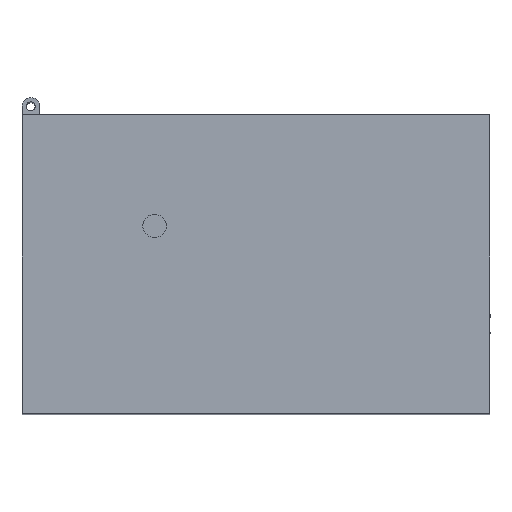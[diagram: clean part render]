
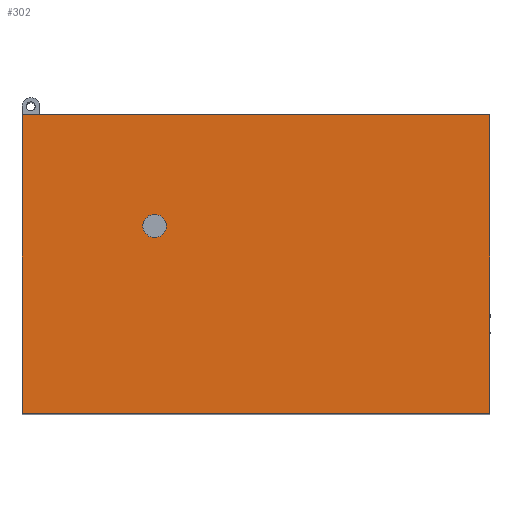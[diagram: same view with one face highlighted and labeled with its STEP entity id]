
A CAD part, top view. The second image highlights one B-rep face of the part: STEP entity #302.
In plain terms, the highlighted planar face has unit normal (0, 0, 1).
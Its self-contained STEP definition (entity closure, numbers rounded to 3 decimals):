
#125 = CARTESIAN_POINT ( 'NONE',  ( -40., 3., 65. ) ) ;
#227 = EDGE_CURVE ( 'NONE', #2756, #4876, #1777, .T. ) ;
#302 = ADVANCED_FACE ( 'NONE', ( #2263, #2207 ), #2699, .F. ) ;
#307 = DIRECTION ( 'NONE',  ( 0., -1., 0. ) ) ;
#506 = EDGE_LOOP ( 'NONE', ( #3251, #5574, #564, #1762 ) ) ;
#525 = LINE ( 'NONE', #2196, #1011 ) ;
#564 = ORIENTED_EDGE ( 'NONE', *, *, #227, .F. ) ;
#880 = DIRECTION ( 'NONE',  ( 1., 0., 0. ) ) ;
#1011 = VECTOR ( 'NONE', #5353, 1000. ) ;
#1393 = DIRECTION ( 'NONE',  ( -1., 0., 0. ) ) ;
#1565 = VERTEX_POINT ( 'NONE', #3628 ) ;
#1620 = DIRECTION ( 'NONE',  ( 0., 0., 1. ) ) ;
#1762 = ORIENTED_EDGE ( 'NONE', *, *, #3476, .T. ) ;
#1777 = LINE ( 'NONE', #4894, #3039 ) ;
#1829 = DIRECTION ( 'NONE',  ( 0., 0., -1. ) ) ;
#1839 = EDGE_CURVE ( 'NONE', #1565, #5717, #525, .T. ) ;
#1865 = EDGE_CURVE ( 'NONE', #3588, #5361, #3235, .T. ) ;
#2015 = EDGE_CURVE ( 'NONE', #4876, #5717, #2518, .T. ) ;
#2081 = CARTESIAN_POINT ( 'NONE',  ( -15.343, 31.998, 65. ) ) ;
#2196 = CARTESIAN_POINT ( 'NONE',  ( -40., 0., 65. ) ) ;
#2207 = FACE_OUTER_BOUND ( 'NONE', #506, .T. ) ;
#2263 = FACE_BOUND ( 'NONE', #4799, .T. ) ;
#2294 = DIRECTION ( 'NONE',  ( 1., 0., 0. ) ) ;
#2315 = DIRECTION ( 'NONE',  ( 0., -1., 0. ) ) ;
#2436 = ORIENTED_EDGE ( 'NONE', *, *, #4209, .F. ) ;
#2518 = LINE ( 'NONE', #4305, #2770 ) ;
#2699 = PLANE ( 'NONE',  #5570 ) ;
#2756 = VERTEX_POINT ( 'NONE', #5057 ) ;
#2770 = VECTOR ( 'NONE', #307, 1000. ) ;
#2781 = ORIENTED_EDGE ( 'NONE', *, *, #1865, .F. ) ;
#2989 = DIRECTION ( 'NONE',  ( 1., 0., 0. ) ) ;
#3039 = VECTOR ( 'NONE', #2294, 1000. ) ;
#3235 = CIRCLE ( 'NONE', #4839, 2. ) ;
#3251 = ORIENTED_EDGE ( 'NONE', *, *, #1839, .T. ) ;
#3476 = EDGE_CURVE ( 'NONE', #2756, #1565, #3715, .T. ) ;
#3588 = VERTEX_POINT ( 'NONE', #2081 ) ;
#3628 = CARTESIAN_POINT ( 'NONE',  ( -40., 0., 65. ) ) ;
#3715 = LINE ( 'NONE', #125, #3806 ) ;
#3806 = VECTOR ( 'NONE', #2315, 1000. ) ;
#3969 = CARTESIAN_POINT ( 'NONE',  ( 40., 0., 65. ) ) ;
#3984 = CARTESIAN_POINT ( 'NONE',  ( -17.343, 31.998, 65. ) ) ;
#4036 = DIRECTION ( 'NONE',  ( 0., 0., 1. ) ) ;
#4109 = CARTESIAN_POINT ( 'NONE',  ( -40., 3., 65. ) ) ;
#4209 = EDGE_CURVE ( 'NONE', #5361, #3588, #5222, .T. ) ;
#4305 = CARTESIAN_POINT ( 'NONE',  ( 40., 3., 65. ) ) ;
#4750 = AXIS2_PLACEMENT_3D ( 'NONE', #5629, #1620, #2989 ) ;
#4799 = EDGE_LOOP ( 'NONE', ( #2781, #2436 ) ) ;
#4839 = AXIS2_PLACEMENT_3D ( 'NONE', #3984, #4036, #880 ) ;
#4850 = CARTESIAN_POINT ( 'NONE',  ( -19.343, 31.998, 65. ) ) ;
#4876 = VERTEX_POINT ( 'NONE', #5142 ) ;
#4894 = CARTESIAN_POINT ( 'NONE',  ( -40., 51., 65. ) ) ;
#5057 = CARTESIAN_POINT ( 'NONE',  ( -40., 51., 65. ) ) ;
#5142 = CARTESIAN_POINT ( 'NONE',  ( 40., 51., 65. ) ) ;
#5222 = CIRCLE ( 'NONE', #4750, 2. ) ;
#5353 = DIRECTION ( 'NONE',  ( 1., 0., 0. ) ) ;
#5361 = VERTEX_POINT ( 'NONE', #4850 ) ;
#5570 = AXIS2_PLACEMENT_3D ( 'NONE', #4109, #1829, #1393 ) ;
#5574 = ORIENTED_EDGE ( 'NONE', *, *, #2015, .F. ) ;
#5629 = CARTESIAN_POINT ( 'NONE',  ( -17.343, 31.998, 65. ) ) ;
#5717 = VERTEX_POINT ( 'NONE', #3969 ) ;
